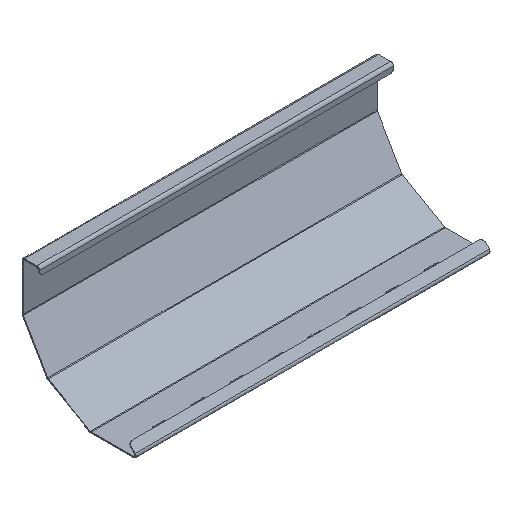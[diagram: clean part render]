
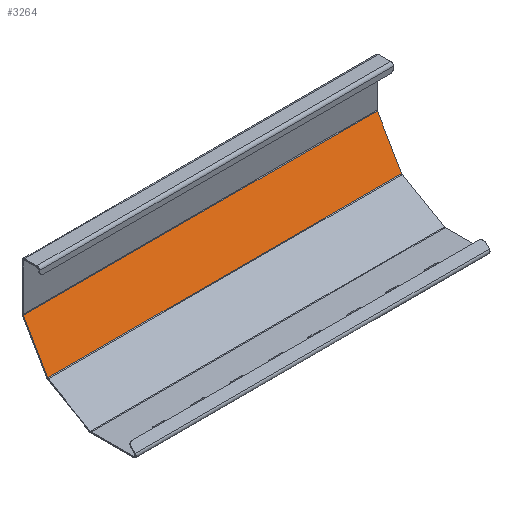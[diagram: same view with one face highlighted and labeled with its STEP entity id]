
A CAD part, isometric view. The second image highlights one B-rep face of the part: STEP entity #3264.
In plain terms, the highlighted planar face has unit normal (0, -0.866, 0.5).
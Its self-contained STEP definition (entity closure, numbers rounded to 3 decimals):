
#43 = ORIENTED_EDGE ( 'NONE', *, *, #2519, .F. ) ;
#131 = EDGE_CURVE ( 'NONE', #812, #2096, #1464, .T. ) ;
#289 = VECTOR ( 'NONE', #2588, 1000. ) ;
#298 = ORIENTED_EDGE ( 'NONE', *, *, #3166, .T. ) ;
#381 = PLANE ( 'NONE',  #1763 ) ;
#703 = LINE ( 'NONE', #1247, #3592 ) ;
#794 = CARTESIAN_POINT ( 'NONE',  ( 450., -32.674, -116.594 ) ) ;
#812 = VERTEX_POINT ( 'NONE', #794 ) ;
#825 = DIRECTION ( 'NONE',  ( 0., -0.5, -0.866 ) ) ;
#834 = CARTESIAN_POINT ( 'NONE',  ( 0., -1.768, -63.062 ) ) ;
#925 = ORIENTED_EDGE ( 'NONE', *, *, #3571, .T. ) ;
#999 = CARTESIAN_POINT ( 'NONE',  ( 450., -1.299, -62.25 ) ) ;
#1118 = CARTESIAN_POINT ( 'NONE',  ( 450., -1.768, -63.062 ) ) ;
#1176 = VECTOR ( 'NONE', #825, 1000. ) ;
#1202 = DIRECTION ( 'NONE',  ( -1., 0., 0. ) ) ;
#1247 = CARTESIAN_POINT ( 'NONE',  ( 0., -1.299, -62.25 ) ) ;
#1265 = VERTEX_POINT ( 'NONE', #3181 ) ;
#1335 = CARTESIAN_POINT ( 'NONE',  ( 450., -1.299, -62.25 ) ) ;
#1464 = LINE ( 'NONE', #3484, #3692 ) ;
#1574 = DIRECTION ( 'NONE',  ( 0., 0.5, 0.866 ) ) ;
#1763 = AXIS2_PLACEMENT_3D ( 'NONE', #999, #1889, #1574 ) ;
#1889 = DIRECTION ( 'NONE',  ( 0., 0.866, -0.5 ) ) ;
#2006 = LINE ( 'NONE', #1335, #1176 ) ;
#2017 = ORIENTED_EDGE ( 'NONE', *, *, #131, .F. ) ;
#2096 = VERTEX_POINT ( 'NONE', #2707 ) ;
#2519 = EDGE_CURVE ( 'NONE', #1265, #812, #2006, .T. ) ;
#2588 = DIRECTION ( 'NONE',  ( -1., 0., 0. ) ) ;
#2707 = CARTESIAN_POINT ( 'NONE',  ( 0., -32.674, -116.594 ) ) ;
#3161 = LINE ( 'NONE', #1118, #289 ) ;
#3166 = EDGE_CURVE ( 'NONE', #3469, #2096, #703, .T. ) ;
#3181 = CARTESIAN_POINT ( 'NONE',  ( 450., -1.768, -63.062 ) ) ;
#3264 = ADVANCED_FACE ( 'NONE', ( #3634 ), #381, .F. ) ;
#3292 = DIRECTION ( 'NONE',  ( 0., -0.5, -0.866 ) ) ;
#3469 = VERTEX_POINT ( 'NONE', #834 ) ;
#3484 = CARTESIAN_POINT ( 'NONE',  ( 450., -32.674, -116.594 ) ) ;
#3544 = EDGE_LOOP ( 'NONE', ( #298, #2017, #43, #925 ) ) ;
#3571 = EDGE_CURVE ( 'NONE', #1265, #3469, #3161, .T. ) ;
#3592 = VECTOR ( 'NONE', #3292, 1000. ) ;
#3634 = FACE_OUTER_BOUND ( 'NONE', #3544, .T. ) ;
#3692 = VECTOR ( 'NONE', #1202, 1000. ) ;
